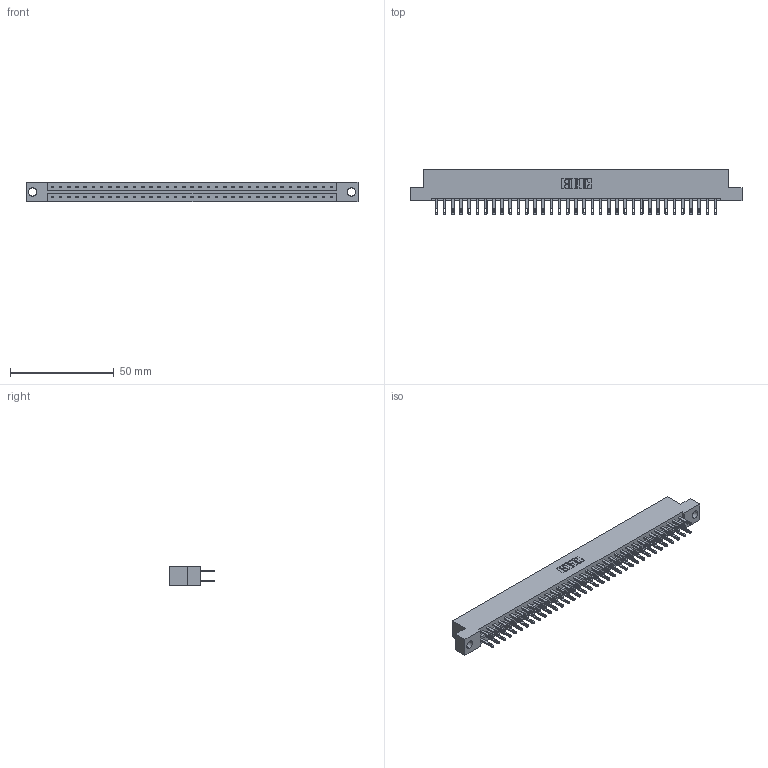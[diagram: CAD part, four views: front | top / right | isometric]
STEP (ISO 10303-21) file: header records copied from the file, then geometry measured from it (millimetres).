
FILE_DESCRIPTION (( 'STEP AP203' ), '1' );
FILE_NAME ('333-070-500-204.STEP', '2018-08-04T14:03:31', ( '' ), ( '' ), 'SwSTEP 2.0', 'SolidWorks 2016', '' );
FILE_SCHEMA (( 'CONFIG_CONTROL_DESIGN' ));
Length unit declared in the file: inch
Products named in the file (3): 333 Part_Flush - .156 Dia - TH; 345-292-001_345-293-100; 333-070-500-204
Assembly tree (71 placements, depth 2):
  333-070-500-204
    333 Part_Flush - .156 Dia - TH
    345-292-001_345-293-100  x70
Bounding box: 160.22 x 21.85 x 9.4 mm (x, y, z)
Volume: 16418.5 mm3; surface area: 19905.2 mm2
Topology: 71 solids, 71 shells, 3474 faces, 10601 edges, 7066 vertices
Faces by surface type: plane 2170, cylinder 1304
Entity records: 23355 total; most frequent: CARTESIAN_POINT 3878, ORIENTED_EDGE 3814, DIRECTION 3327, EDGE_CURVE 1907, VECTOR 1775, LINE 1775, VERTEX_POINT 1270, AXIS2_PLACEMENT_3D 776
